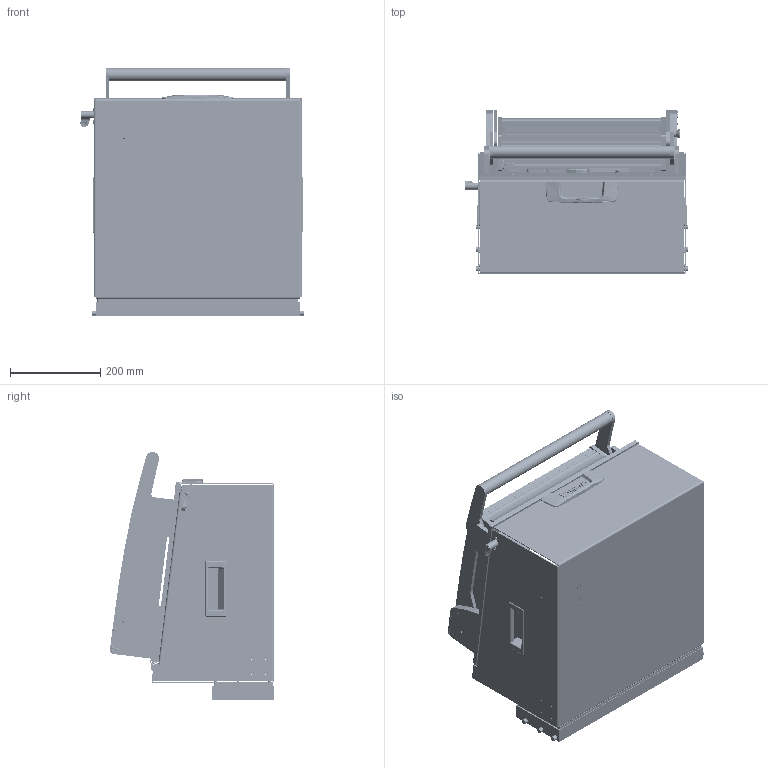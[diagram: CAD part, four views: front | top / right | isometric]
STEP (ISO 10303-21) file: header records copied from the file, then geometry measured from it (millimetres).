
FILE_DESCRIPTION (( 'STEP AP214' ), '1' );
FILE_NAME ('INGUN_58840.STEP', '2021-02-26T10:36:56', ( '' ), ( '' ), 'SwSTEP 2.0', 'SolidWorks 2018', '' );
FILE_SCHEMA (( 'AUTOMOTIVE_DESIGN' ));
Length unit declared in the file: millimetre
Products named in the file (105): ISO7380~n_M03,0x005; 48726~2_S; 20901_01~0; DIN912~n_M04,0x020; 2528~0; 53837~3_KUNDE<S>; ISO7380~n_M04,0x008; 35650~11_KUNDE<S>; 53839~0_S; 32171~0_S; 20901~0_ohne Schiebeteil<Standard>; DIN7991~n_M05,0x020; 20902~0; ISO7380~n_M04,0x020; 33453~5; DIN6325~n_02,0m6x020; 110322~4_S; 8804~0; 35664~1_S; DIN912~n_M04,0x030; 38786~1; 37188~1_S; 57801~2_S; DIN7991~n_M05,0x016; 53838~0_S; 30915~0; K_02038~0; ISO7380~n_M05,0x030; 39893~3_KUNDE<S>; 29805~4_geschlossen<S>; 33460~3_KUNDE ohne RW und GF<S>; DIN7991~n_M04,0x012; INGUN_58840; 109770~0_S; 109950~0_KUNDE<S>; 31788~1; 39892~6_KUNDE<S>; DIN6325~n_04,0m6x012; 39891~3_KUNDE<S>; 32462~0_S ...
Assembly tree (216 placements, depth 6):
  INGUN_58840
    33460~3_KUNDE ohne RW und GF<S>
      33449~5_ohne RW und GF<S>
        33453~5
        30758~0_S  x2
          30758_01~0_S
          30758_02~0_S
        20902~0
        53032~0_S
        20901~0_Abstand 296<Standard>
          20901~0_ohne Schiebeteil<Standard>
          20901_01~0
        32462~0_S
        32171~0_S
        29805~4_geschlossen<S>
          110322~4_S
          110705~1_S
          30984~0_S
          110231~1_S
          110443~0_S
          30112~0
          ISO7380~n_M05,0x030
          ISO7380~n_M04,0x008  x2
          DIN914~n_M04,0x05
        35334~0_S
        DIN7991~n_M05,0x016
        DIN7991~n_M05,0x012  x2
        8804~0
        DIN985-A2~n_M05,0  x3
        DIN125~n_05,3 M05,0 Fase  x2
      35650~11_KUNDE<S>
        109770~0_S
          35648~16
          35661~4_S
          35662~11_S
          35663~9_S
          2281~0_180ø<Standard>  x2
            2281~0
          37188~1_S  x2
          53031~0_S
          35649~1_S
          35651~1_S
          31253~0_S
          30955~0_S
          30915~0
          ASR~-a-s-r_拱04,2x07x拌8  x2
          2528~0  x2
          31109~0
          35664~1_S
          48727~1_S
            48726~2_S
            DIN6325~n_04,0m6x012
            48565~1_S
            DIN912~n_M04,0x020  x2
            DIN125~n_06,4 M06,0 Fase
            DIN125~n_04,3 M04,0  x2
            49317~0
          48728~1_S
            48726~2_S
            DIN6325~n_04,0m6x012
Bounding box: 493.09 x 362.5 x 548.39 mm (x, y, z)
Volume: 5675206.7 mm3; surface area: 3079162.8 mm2
Topology: 226 solids, 226 shells, 5745 faces, 14386 edges, 9164 vertices
Faces by surface type: cylinder 2576, plane 2023, cone 733, bspline 234, sphere 96, torus 83
Entity records: 125943 total; most frequent: CARTESIAN_POINT 29497, DIRECTION 19237, ORIENTED_EDGE 17648, EDGE_CURVE 8824, AXIS2_PLACEMENT_3D 7291, VERTEX_POINT 5679, LINE 4655, VECTOR 4655
